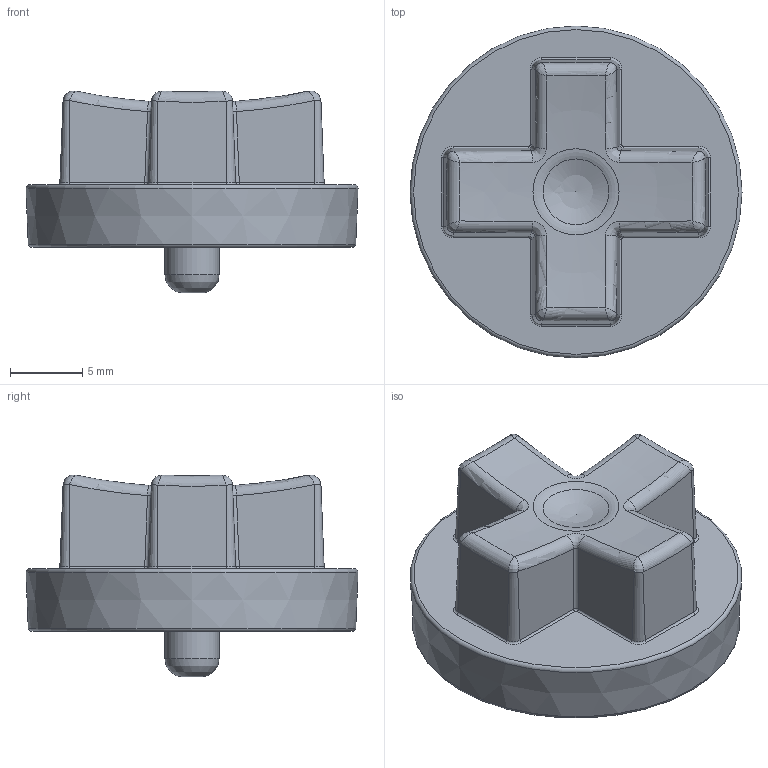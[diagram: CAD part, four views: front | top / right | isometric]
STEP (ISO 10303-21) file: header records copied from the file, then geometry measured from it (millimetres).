
FILE_DESCRIPTION(/* description */ (''),/* implementation_level */ '2;1');
FILE_NAME(/* name */ 'D-Pad Button.step',/* time_stamp */ '2023-02-17T17:56:29-08:00',/* author */ (''),/* organization */ (''),/* preprocessor_version */ 'ST-DEVELOPER v19.2',/* originating_system */ 'Autodesk Translation Framework v11.17.0.187',/* authorisation */ '');
FILE_SCHEMA (('AUTOMOTIVE_DESIGN { 1 0 10303 214 3 1 1 }'));
Length unit declared in the file: millimetre
Products named in the file (1): U Dpad
Bounding box: 22.98 x 22.98 x 13.98 mm (x, y, z)
Volume: 2064.5 mm3; surface area: 2382.5 mm2
Topology: 1 solids, 1 shells, 261 faces, 687 edges, 426 vertices
Faces by surface type: plane 72, bspline 57, cone 54, cylinder 41, torus 27, sphere 10
Full cylindrical faces by diameter (mm): 3.75 x1
Entity records: 12438 total; most frequent: CARTESIAN_POINT 6624, ORIENTED_EDGE 1356, DIRECTION 1035, EDGE_CURVE 678, AXIS2_PLACEMENT_3D 432, VERTEX_POINT 426, EDGE_LOOP 268, FACE_OUTER_BOUND 261
